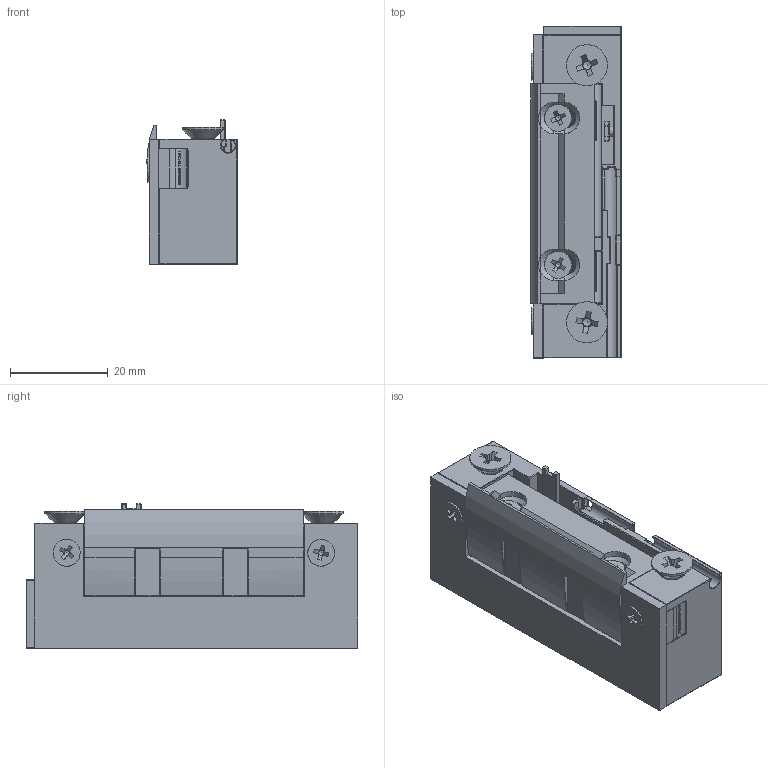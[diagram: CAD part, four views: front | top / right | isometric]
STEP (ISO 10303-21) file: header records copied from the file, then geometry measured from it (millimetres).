
FILE_DESCRIPTION (( 'STEP AP203' ), '1' );
FILE_NAME ('118-WAE.STEP', '2023-07-17T08:34:52', ( '' ), ( '' ), 'SwSTEP 2.0', 'SolidWorks 2018', '' );
FILE_SCHEMA (( 'CONFIG_CONTROL_DESIGN' ));
Length unit declared in the file: millimetre
Products named in the file (4): countersunk flat head cross recess screw_din_ISO 7046-1 - M3 x 8 - Z --- 8S; countersunk flat head cross recess screw_din_ISO 7046-1 - M4 x 8 - Z --- 8S; 118-WAE_118-WAE Teil1; 118-WAE
Assembly tree (7 placements, depth 2):
  118-WAE
    118-WAE_118-WAE Teil1
    countersunk flat head cross recess screw_din_ISO 7046-1 - M3 x 8 - Z --- 8S  x4
    countersunk flat head cross recess screw_din_ISO 7046-1 - M4 x 8 - Z --- 8S  x2
Bounding box: 18.5 x 67.8 x 29.5 mm (x, y, z)
Volume: 28853.6 mm3; surface area: 17125.1 mm2
Topology: 13 solids, 13 shells, 1500 faces, 3809 edges, 2305 vertices
Faces by surface type: plane 796, cylinder 301, cone 198, bspline 92, torus 67, sphere 46
Full cylindrical faces by diameter (mm): 2 x1, 2.5 x2, 3 x48, 3.3 x4, 4 x20, 5.5 x4, 8.4 x2
Entity records: 40656 total; most frequent: CARTESIAN_POINT 11056, ORIENTED_EDGE 6166, DIRECTION 5819, EDGE_CURVE 3083, VERTEX_POINT 1973, AXIS2_PLACEMENT_3D 1970, LINE 1879, VECTOR 1879
